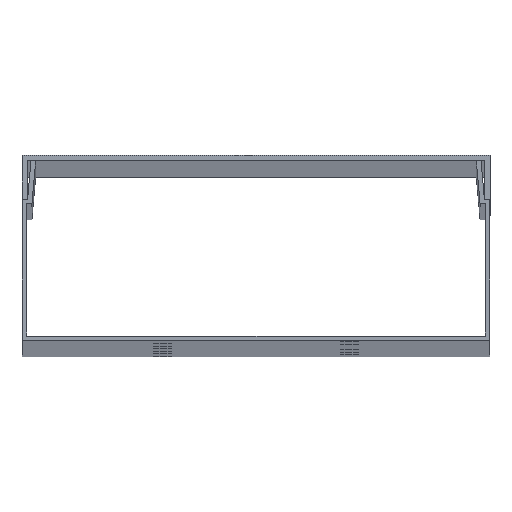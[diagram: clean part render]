
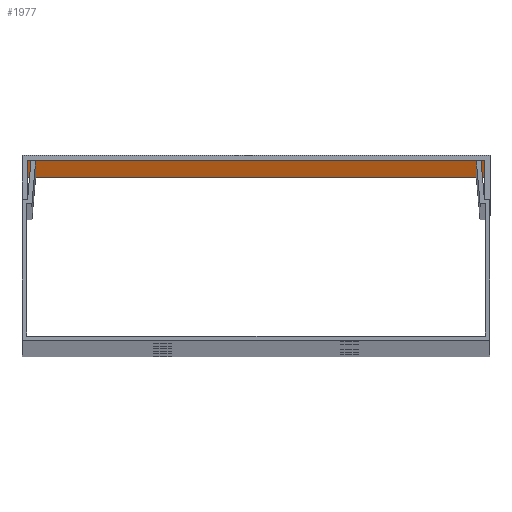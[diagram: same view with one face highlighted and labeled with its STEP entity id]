
A CAD part, top view. The second image highlights one B-rep face of the part: STEP entity #1977.
In plain terms, the highlighted planar face has unit normal (0, -1, 0).
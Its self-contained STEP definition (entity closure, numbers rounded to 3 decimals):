
#7 = CARTESIAN_POINT ( 'NONE',  ( 48.866, 38.342, 1000. ) ) ;
#33 = CARTESIAN_POINT ( 'NONE',  ( -48.866, 38.342, -1000. ) ) ;
#59 = DIRECTION ( 'NONE',  ( 1., 0., 0. ) ) ;
#103 = EDGE_LOOP ( 'NONE', ( #4204, #755, #3451, #3638 ) ) ;
#310 = VERTEX_POINT ( 'NONE', #2505 ) ;
#445 = DIRECTION ( 'NONE',  ( 0., 1., 0. ) ) ;
#472 = EDGE_CURVE ( 'NONE', #310, #2656, #4020, .T. ) ;
#505 = EDGE_CURVE ( 'NONE', #2656, #3207, #2995, .T. ) ;
#536 = DIRECTION ( 'NONE',  ( 0., 0., -1. ) ) ;
#550 = EDGE_CURVE ( 'NONE', #3320, #3207, #2003, .T. ) ;
#566 = EDGE_CURVE ( 'NONE', #310, #3320, #2885, .T. ) ;
#755 = ORIENTED_EDGE ( 'NONE', *, *, #550, .F. ) ;
#974 = PLANE ( 'NONE',  #1282 ) ;
#1282 = AXIS2_PLACEMENT_3D ( 'NONE', #1951, #445, #4278 ) ;
#1320 = VECTOR ( 'NONE', #2797, 1000. ) ;
#1473 = DIRECTION ( 'NONE',  ( 1., 0., 0. ) ) ;
#1855 = CARTESIAN_POINT ( 'NONE',  ( 48.866, 38.342, 1000. ) ) ;
#1951 = CARTESIAN_POINT ( 'NONE',  ( 0., 38.342, 1000. ) ) ;
#1977 = ADVANCED_FACE ( 'NONE', ( #2933 ), #974, .F. ) ;
#2003 = LINE ( 'NONE', #1855, #2112 ) ;
#2112 = VECTOR ( 'NONE', #536, 1000. ) ;
#2382 = CARTESIAN_POINT ( 'NONE',  ( 0., 38.342, -1000. ) ) ;
#2505 = CARTESIAN_POINT ( 'NONE',  ( -48.866, 38.342, 1000. ) ) ;
#2656 = VERTEX_POINT ( 'NONE', #33 ) ;
#2797 = DIRECTION ( 'NONE',  ( 0., 0., -1. ) ) ;
#2885 = LINE ( 'NONE', #3888, #3566 ) ;
#2933 = FACE_OUTER_BOUND ( 'NONE', #103, .T. ) ;
#2995 = LINE ( 'NONE', #2382, #3792 ) ;
#3079 = CARTESIAN_POINT ( 'NONE',  ( -48.866, 38.342, 1000. ) ) ;
#3207 = VERTEX_POINT ( 'NONE', #3260 ) ;
#3260 = CARTESIAN_POINT ( 'NONE',  ( 48.866, 38.342, -1000. ) ) ;
#3320 = VERTEX_POINT ( 'NONE', #7 ) ;
#3451 = ORIENTED_EDGE ( 'NONE', *, *, #566, .F. ) ;
#3566 = VECTOR ( 'NONE', #1473, 1000. ) ;
#3638 = ORIENTED_EDGE ( 'NONE', *, *, #472, .T. ) ;
#3792 = VECTOR ( 'NONE', #59, 1000. ) ;
#3888 = CARTESIAN_POINT ( 'NONE',  ( 0., 38.342, 1000. ) ) ;
#4020 = LINE ( 'NONE', #3079, #1320 ) ;
#4204 = ORIENTED_EDGE ( 'NONE', *, *, #505, .T. ) ;
#4278 = DIRECTION ( 'NONE',  ( -1., 0., 0. ) ) ;
